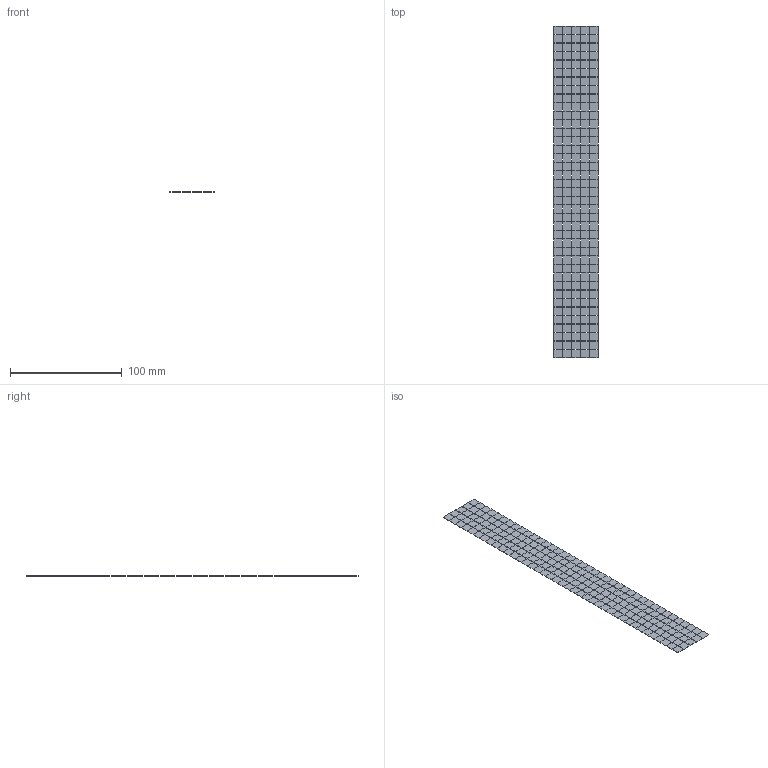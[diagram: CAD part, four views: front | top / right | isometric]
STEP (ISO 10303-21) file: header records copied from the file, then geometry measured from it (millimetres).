
FILE_DESCRIPTION (( 'STEP AP203' ), '1' );
FILE_NAME ('placas solares.par_Défaut_sldprt.STEP', '2024-03-20T04:11:32', ( '' ), ( '' ), 'SwSTEP 2.0', 'SolidWorks 2022', '' );
FILE_SCHEMA (( 'CONFIG_CONTROL_DESIGN' ));
Length unit declared in the file: millimetre
Products named in the file (1): placas solares.par_Défaut_sldprt
Bounding box: 39.5 x 297.15 x 0.25 mm (x, y, z)
Volume: 2742.2 mm3; surface area: 23400 mm2
Topology: 195 solids, 195 shells, 1170 faces, 2340 edges, 1560 vertices
Faces by surface type: plane 1170
Entity records: 29333 total; most frequent: CARTESIAN_POINT 5071, DIRECTION 4682, ORIENTED_EDGE 4680, LINE 2340, EDGE_CURVE 2340, VECTOR 2340, VERTEX_POINT 1560, AXIS2_PLACEMENT_3D 1171
